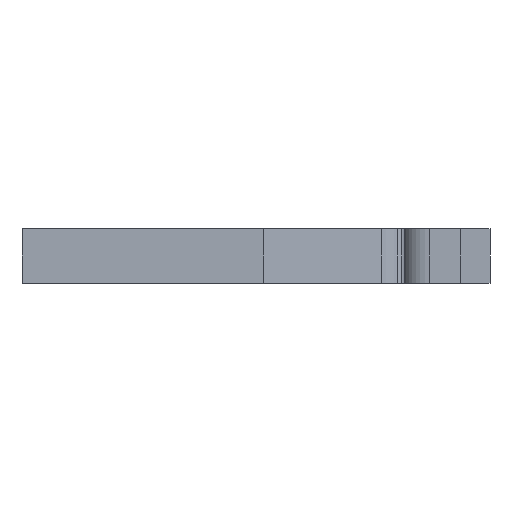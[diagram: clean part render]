
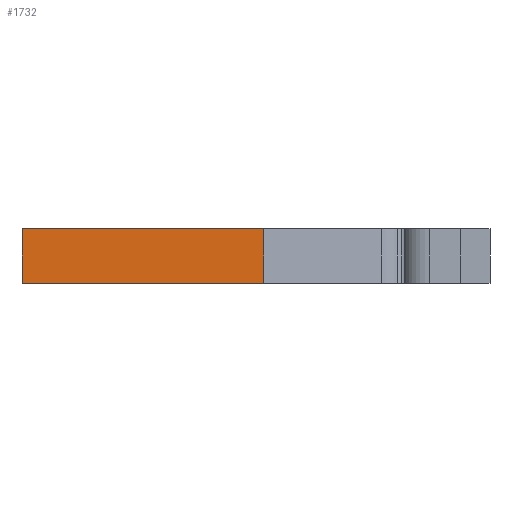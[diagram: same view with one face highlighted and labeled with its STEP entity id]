
A CAD part, left-side view. The second image highlights one B-rep face of the part: STEP entity #1732.
In plain terms, the highlighted planar face has unit normal (-1, 0, 0).
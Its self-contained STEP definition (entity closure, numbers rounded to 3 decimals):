
#101 = LINE ( 'NONE', #1457, #2710 ) ;
#128 = VECTOR ( 'NONE', #476, 1000. ) ;
#321 = EDGE_CURVE ( 'NONE', #2101, #521, #891, .T. ) ;
#326 = CARTESIAN_POINT ( 'NONE',  ( -57., 54.5, 12.25 ) ) ;
#408 = LINE ( 'NONE', #326, #2142 ) ;
#476 = DIRECTION ( 'NONE',  ( 0., -1., 0. ) ) ;
#477 = EDGE_CURVE ( 'NONE', #1548, #639, #1483, .T. ) ;
#521 = VERTEX_POINT ( 'NONE', #2128 ) ;
#542 = VECTOR ( 'NONE', #2068, 1000. ) ;
#560 = CARTESIAN_POINT ( 'NONE',  ( -57., -43.5, 0. ) ) ;
#635 = ORIENTED_EDGE ( 'NONE', *, *, #886, .T. ) ;
#639 = VERTEX_POINT ( 'NONE', #1877 ) ;
#886 = EDGE_CURVE ( 'NONE', #521, #639, #101, .T. ) ;
#891 = LINE ( 'NONE', #560, #542 ) ;
#1042 = EDGE_LOOP ( 'NONE', ( #1138, #635, #1899, #1546 ) ) ;
#1138 = ORIENTED_EDGE ( 'NONE', *, *, #321, .T. ) ;
#1167 = DIRECTION ( 'NONE',  ( 1., 0., 0. ) ) ;
#1369 = CARTESIAN_POINT ( 'NONE',  ( -57., -43.5, 12.25 ) ) ;
#1380 = DIRECTION ( 'NONE',  ( 0., 0., -1. ) ) ;
#1457 = CARTESIAN_POINT ( 'NONE',  ( -57., 0.554, 0. ) ) ;
#1483 = LINE ( 'NONE', #2240, #128 ) ;
#1546 = ORIENTED_EDGE ( 'NONE', *, *, #2655, .T. ) ;
#1548 = VERTEX_POINT ( 'NONE', #2582 ) ;
#1732 = ADVANCED_FACE ( 'NONE', ( #2222 ), #1804, .F. ) ;
#1804 = PLANE ( 'NONE',  #2712 ) ;
#1877 = CARTESIAN_POINT ( 'NONE',  ( -57., 0.554, 12.25 ) ) ;
#1899 = ORIENTED_EDGE ( 'NONE', *, *, #477, .F. ) ;
#2068 = DIRECTION ( 'NONE',  ( 0., -1., 0. ) ) ;
#2101 = VERTEX_POINT ( 'NONE', #2160 ) ;
#2128 = CARTESIAN_POINT ( 'NONE',  ( -57., 0.554, 0. ) ) ;
#2142 = VECTOR ( 'NONE', #2726, 1000. ) ;
#2160 = CARTESIAN_POINT ( 'NONE',  ( -57., 54.5, 0. ) ) ;
#2222 = FACE_OUTER_BOUND ( 'NONE', #1042, .T. ) ;
#2240 = CARTESIAN_POINT ( 'NONE',  ( -57., -43.5, 12.25 ) ) ;
#2346 = DIRECTION ( 'NONE',  ( 0., 0., 1. ) ) ;
#2582 = CARTESIAN_POINT ( 'NONE',  ( -57., 54.5, 12.25 ) ) ;
#2655 = EDGE_CURVE ( 'NONE', #1548, #2101, #408, .T. ) ;
#2710 = VECTOR ( 'NONE', #2346, 1000. ) ;
#2712 = AXIS2_PLACEMENT_3D ( 'NONE', #1369, #1167, #1380 ) ;
#2726 = DIRECTION ( 'NONE',  ( 0., 0., -1. ) ) ;
